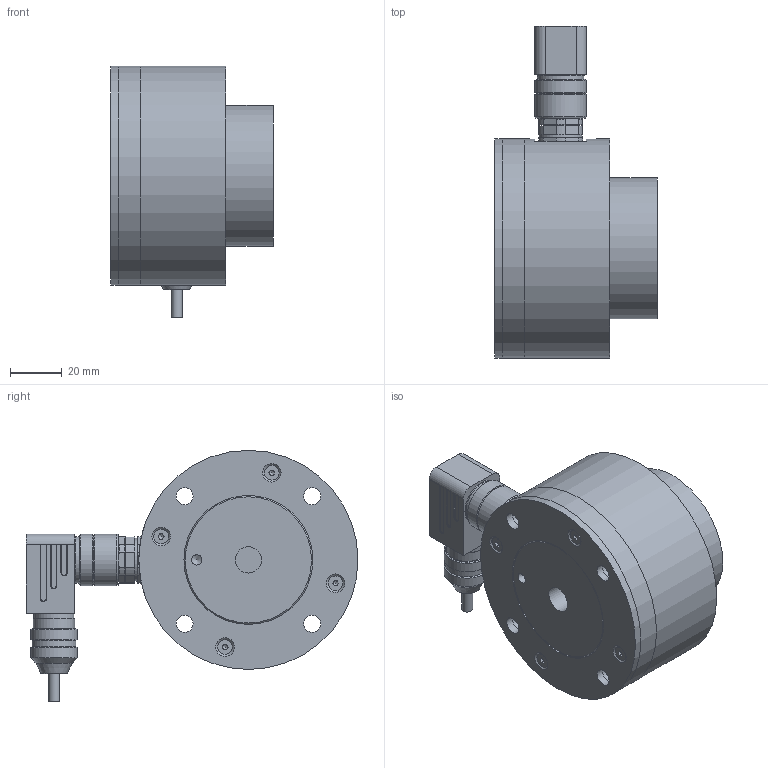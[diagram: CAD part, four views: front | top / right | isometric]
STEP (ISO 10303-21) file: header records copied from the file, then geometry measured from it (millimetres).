
FILE_DESCRIPTION (( 'STEP AP214' ), '1' );
FILE_NAME ('a_RC17-50N...1500N-S1 STEP.STEP', '2025-05-06T09:30:49', ( '' ), ( '' ), 'SwSTEP 2.0', 'SolidWorks 2023', '' );
FILE_SCHEMA (( 'AUTOMOTIVE_DESIGN' ));
Length unit declared in the file: millimetre
Products named in the file (3): a_RC17-50N...1500N-S1 STEP; a_RC17-50N...1500N-S1; a_RC-N2 Flanschmontage Scheibe
Assembly tree (2 placements, depth 2):
  a_RC17-50N...1500N-S1 STEP
    a_RC17-50N...1500N-S1
    a_RC-N2 Flanschmontage Scheibe
Bounding box: 63.1 x 128.75 x 97.48 mm (x, y, z)
Volume: 265727.4 mm3; surface area: 81560.8 mm2
Topology: 16 solids, 17 shells, 540 faces, 1186 edges, 744 vertices
Faces by surface type: plane 267, cylinder 180, cone 62, torus 27, bspline 4
Full cylindrical faces by diameter (mm): 1 x12, 1.5 x4, 2 x1, 2.5 x4, 3 x4, 3.4 x4, 4 x1, 4.2 x5, 4.5 x1, 5 x4, 5.3 x4, 5.7 x4, 6 x1, 6.6 x12, 8 x1, 8.375 x1, 8.5 x4, 9 x4, 9.95 x1, 10.2 x1, 10.4 x1, 11 x4, 12 x2, 13.5 x2, 14.5 x1, 15 x1, 15.75 x1, 16 x2, 16.7 x1, 17 x1
Entity records: 13834 total; most frequent: CARTESIAN_POINT 2464, DIRECTION 2461, ORIENTED_EDGE 1874, AXIS2_PLACEMENT_3D 1021, EDGE_CURVE 937, EDGE_LOOP 851, VERTEX_POINT 694, FACE_OUTER_BOUND 682
